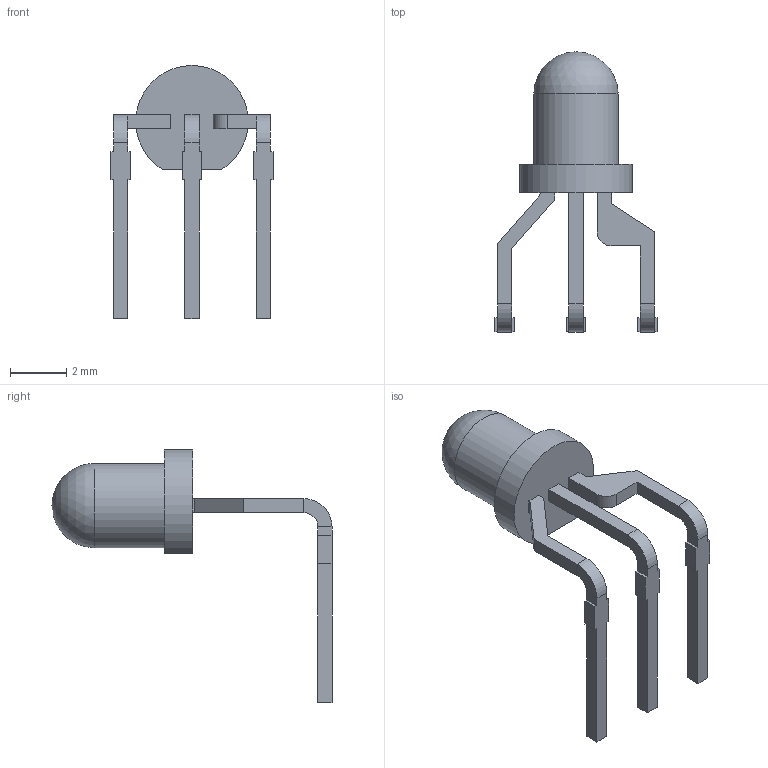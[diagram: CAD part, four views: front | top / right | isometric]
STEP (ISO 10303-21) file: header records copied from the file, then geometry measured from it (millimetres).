
FILE_DESCRIPTION(/* description */ (''),/* implementation_level */ '2;1');
FILE_NAME(/* name */ 'LED-3mm-angled v1.step',/* time_stamp */ '2023-05-26T11:30:14+02:00',/* author */ (''),/* organization */ (''),/* preprocessor_version */ 'ST-DEVELOPER v19.2',/* originating_system */ 'Autodesk Translation Framework v12.4.0.73',/* authorisation */ '');
FILE_SCHEMA (('AUTOMOTIVE_DESIGN { 1 0 10303 214 3 1 1 }'));
Length unit declared in the file: millimetre
Products named in the file (5): LED-3mm-angled; Imported; Imported_2; Imported_3; Imported_4
Assembly tree (4 placements, depth 2):
  LED-3mm-angled
    Imported
    Imported_2
    Imported_3
    Imported_4
Bounding box: 5.78 x 9.96 x 9 mm (x, y, z)
Volume: 46.6 mm3; surface area: 145.4 mm2
Topology: 4 solids, 4 shells, 96 faces, 231 edges, 146 vertices
Faces by surface type: plane 86, cylinder 9, sphere 1
Full cylindrical faces by diameter (mm): 3 x1
Entity records: 2881 total; most frequent: CARTESIAN_POINT 481, ORIENTED_EDGE 460, DIRECTION 460, EDGE_CURVE 230, LINE 210, VECTOR 210, VERTEX_POINT 146, AXIS2_PLACEMENT_3D 125
